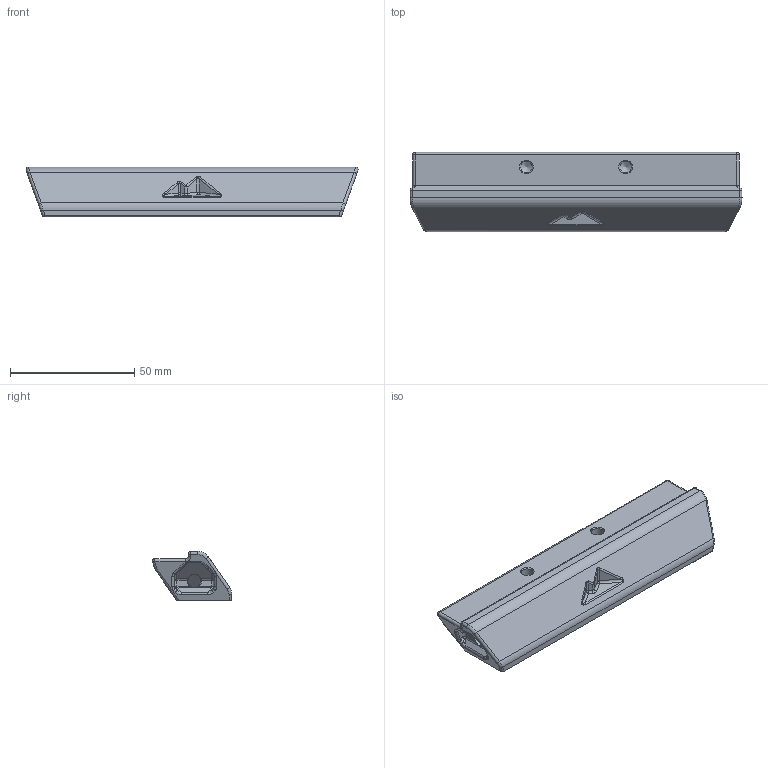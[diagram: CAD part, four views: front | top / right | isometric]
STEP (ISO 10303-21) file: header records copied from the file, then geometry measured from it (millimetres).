
FILE_DESCRIPTION(/* description */ ('STEP AP242','CAx-IF Rec.Pracs.---Representation and Presentation of Product Manufacturing Information (PMI)---4.0---2014-10-13','CAx-IF Rec.Pracs.---3D Tessellated Geometry---0.4---2014-09-14','2;1'),/* implementation_level */ '2;1');
FILE_NAME(/* name */ '64f2879015d021626780baac',/* time_stamp */ '2023-09-02T00:53:37Z',/* author */ (''),/* organization */ (''),/* preprocessor_version */ 'ST-DEVELOPER v19.4',/* originating_system */ ' ',/* authorisation */ ' ');
FILE_SCHEMA (('AP242_MANAGED_MODEL_BASED_3D_ENGINEERING_MIM_LF { 1 0 10303 442 1 1 4 }'));
Length unit declared in the file: metre
Products named in the file (1): Chamfer13
Bounding box: 133.7 x 31.88 x 20 mm (x, y, z)
Volume: 44954.8 mm3; surface area: 14408.8 mm2
Topology: 1 solids, 1 shells, 328 faces, 739 edges, 397 vertices
Faces by surface type: cylinder 122, plane 100, bspline 45, cone 34, sphere 19, torus 8
Full cylindrical faces by diameter (mm): 4.7 x2, 5.3 x2
Entity records: 9778 total; most frequent: CARTESIAN_POINT 2757, DIRECTION 1525, ORIENTED_EDGE 1408, EDGE_CURVE 704, AXIS2_PLACEMENT_3D 581, VERTEX_POINT 393, LINE 363, VECTOR 363
